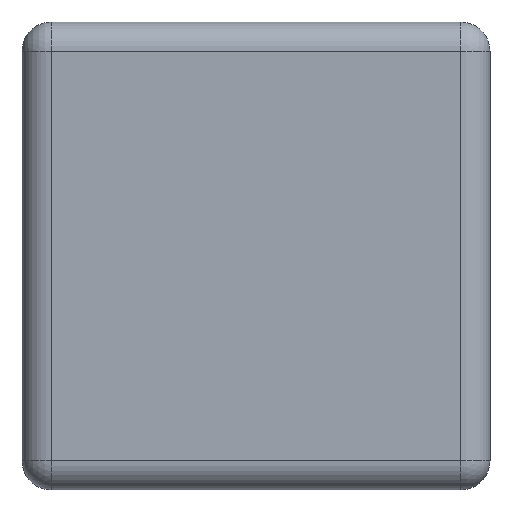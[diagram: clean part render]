
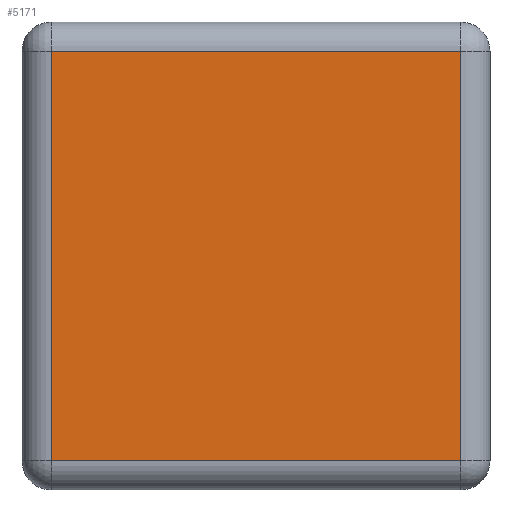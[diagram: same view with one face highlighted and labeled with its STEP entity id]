
A CAD part, left-side view. The second image highlights one B-rep face of the part: STEP entity #5171.
In plain terms, the highlighted planar face has unit normal (-1, 0, 0).
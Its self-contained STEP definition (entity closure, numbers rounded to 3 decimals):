
#123 = CARTESIAN_POINT ( 'NONE',  ( -0.8, 0.35, 0.05 ) ) ;
#225 = DIRECTION ( 'NONE',  ( 0., 0., -1. ) ) ;
#531 = VECTOR ( 'NONE', #922, 1000. ) ;
#579 = LINE ( 'NONE', #4415, #5296 ) ;
#766 = EDGE_CURVE ( 'NONE', #791, #3570, #579, .T. ) ;
#789 = DIRECTION ( 'NONE',  ( 0., 1., 0. ) ) ;
#791 = VERTEX_POINT ( 'NONE', #3054 ) ;
#860 = LINE ( 'NONE', #2607, #531 ) ;
#922 = DIRECTION ( 'NONE',  ( 0., 0., -1. ) ) ;
#1011 = LINE ( 'NONE', #4917, #4402 ) ;
#1250 = DIRECTION ( 'NONE',  ( 0., 0., 1. ) ) ;
#1567 = EDGE_CURVE ( 'NONE', #5364, #791, #1011, .T. ) ;
#2011 = CARTESIAN_POINT ( 'NONE',  ( -0.8, -0.35, 0.75 ) ) ;
#2072 = CARTESIAN_POINT ( 'NONE',  ( -0.8, 0.4, 0.75 ) ) ;
#2252 = ORIENTED_EDGE ( 'NONE', *, *, #5423, .T. ) ;
#2607 = CARTESIAN_POINT ( 'NONE',  ( -0.8, 0.35, 0.8 ) ) ;
#2786 = EDGE_LOOP ( 'NONE', ( #3788, #5131, #2816, #2252 ) ) ;
#2816 = ORIENTED_EDGE ( 'NONE', *, *, #2920, .T. ) ;
#2920 = EDGE_CURVE ( 'NONE', #3570, #5454, #3886, .T. ) ;
#3054 = CARTESIAN_POINT ( 'NONE',  ( -0.8, -0.35, 0.05 ) ) ;
#3246 = DIRECTION ( 'NONE',  ( 0., -1., 0. ) ) ;
#3570 = VERTEX_POINT ( 'NONE', #2011 ) ;
#3788 = ORIENTED_EDGE ( 'NONE', *, *, #1567, .T. ) ;
#3796 = DIRECTION ( 'NONE',  ( 1., 0., 0. ) ) ;
#3886 = LINE ( 'NONE', #2072, #5601 ) ;
#3996 = AXIS2_PLACEMENT_3D ( 'NONE', #5502, #3796, #225 ) ;
#4402 = VECTOR ( 'NONE', #3246, 1000. ) ;
#4415 = CARTESIAN_POINT ( 'NONE',  ( -0.8, -0.35, 0.8 ) ) ;
#4438 = FACE_OUTER_BOUND ( 'NONE', #2786, .T. ) ;
#4824 = CARTESIAN_POINT ( 'NONE',  ( -0.8, 0.35, 0.75 ) ) ;
#4917 = CARTESIAN_POINT ( 'NONE',  ( -0.8, -0.4, 0.05 ) ) ;
#5131 = ORIENTED_EDGE ( 'NONE', *, *, #766, .T. ) ;
#5171 = ADVANCED_FACE ( 'NONE', ( #4438 ), #5273, .F. ) ;
#5273 = PLANE ( 'NONE',  #3996 ) ;
#5296 = VECTOR ( 'NONE', #1250, 1000. ) ;
#5364 = VERTEX_POINT ( 'NONE', #123 ) ;
#5423 = EDGE_CURVE ( 'NONE', #5454, #5364, #860, .T. ) ;
#5454 = VERTEX_POINT ( 'NONE', #4824 ) ;
#5502 = CARTESIAN_POINT ( 'NONE',  ( -0.8, -0.4, 0.8 ) ) ;
#5601 = VECTOR ( 'NONE', #789, 1000. ) ;
